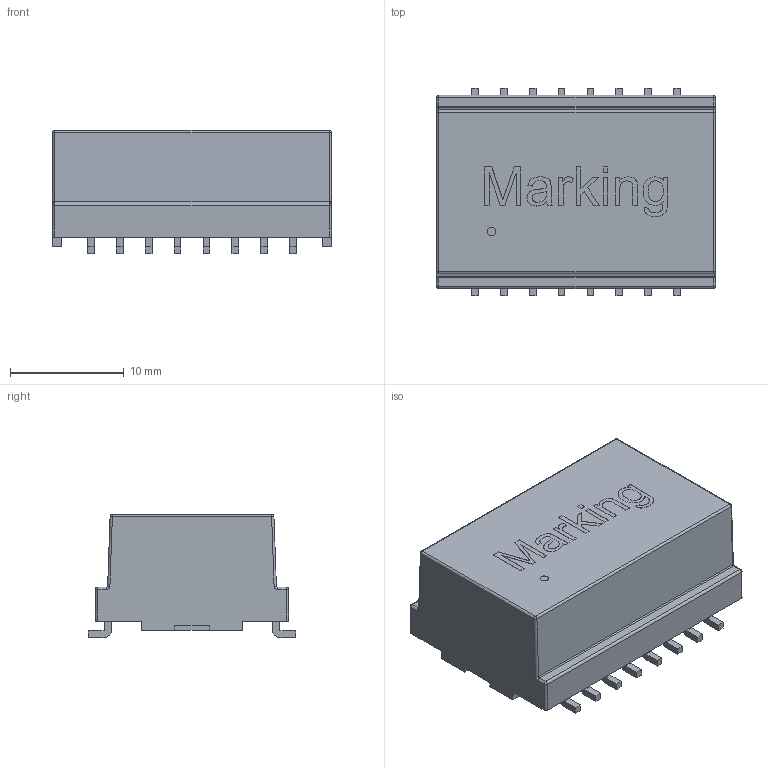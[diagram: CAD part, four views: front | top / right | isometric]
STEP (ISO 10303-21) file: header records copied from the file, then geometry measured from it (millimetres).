
FILE_DESCRIPTION( ( 'Unknown' ), '1' );
FILE_NAME( '749014011.stp', 'Unknown', ( 'Unknown' ), ( 'Unknown' ), 'PSStep 17.0.49', 'Unknown', ' ' );
FILE_SCHEMA( ( 'AUTOMOTIVE_DESIGN { 1 0 10303 214 1 1 1 1 }' ) );
Length unit declared in the file: millimetre
Products named in the file (18): Assem1; Gehäuse; Pins
Assembly tree (17 placements, depth 2):
  Assem1
    Gehäuse
    Pins
    Pins
    Pins
    Pins
    Pins
    Pins
    Pins
    Pins
    Pins
    Pins
    Pins
    Pins
    Pins
    Pins
    Pins
    Pins
Bounding box: 24.55 x 18.25 x 10.85 mm (x, y, z)
Volume: 907.4 mm3; surface area: 2424.4 mm2
Topology: 17 solids, 17 shells, 390 faces, 951 edges, 610 vertices
Faces by surface type: plane 297, cylinder 61, extrusion 16, sphere 12, torus 4
Full cylindrical faces by diameter (mm): 0.75 x1
Entity records: 15222 total; most frequent: CARTESIAN_POINT 2856, ORIENTED_EDGE 1874, DIRECTION 1739, EDGE_CURVE 937, VECTOR 703, LINE 687, VERTEX_POINT 610, AXIS2_PLACEMENT_3D 518
